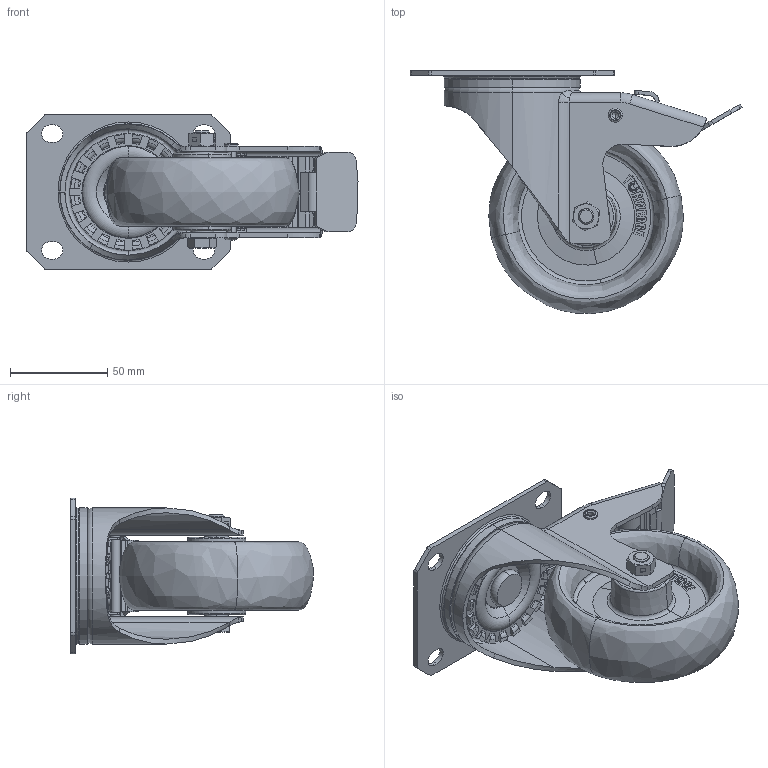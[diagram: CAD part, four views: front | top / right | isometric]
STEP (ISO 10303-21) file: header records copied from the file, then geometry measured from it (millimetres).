
FILE_DESCRIPTION (( 'STEP AP214' ), '1' );
FILE_NAME ('0056079.step', '2023-06-28T08:25:31', ( '' ), ( '' ), 'SwSTEP 2.0', 'SolidWorks 2020', '' );
FILE_SCHEMA (( 'AUTOMOTIVE_DESIGN' ));
Length unit declared in the file: millimetre
Products named in the file (1): 0056079
Bounding box: 170.63 x 124.93 x 80 mm (x, y, z)
Volume: 238031.6 mm3; surface area: 117509.2 mm2
Topology: 10 solids, 10 shells, 1136 faces, 2858 edges, 1775 vertices
Faces by surface type: plane 443, cylinder 251, torus 195, bspline 127, cone 118, sphere 2
Entity records: 57562 total; most frequent: CARTESIAN_POINT 18973, ORIENTED_EDGE 5710, DIRECTION 4996, EDGE_CURVE 2855, AXIS2_PLACEMENT_3D 1890, VERTEX_POINT 1775, VECTOR 1216, LINE 1216
